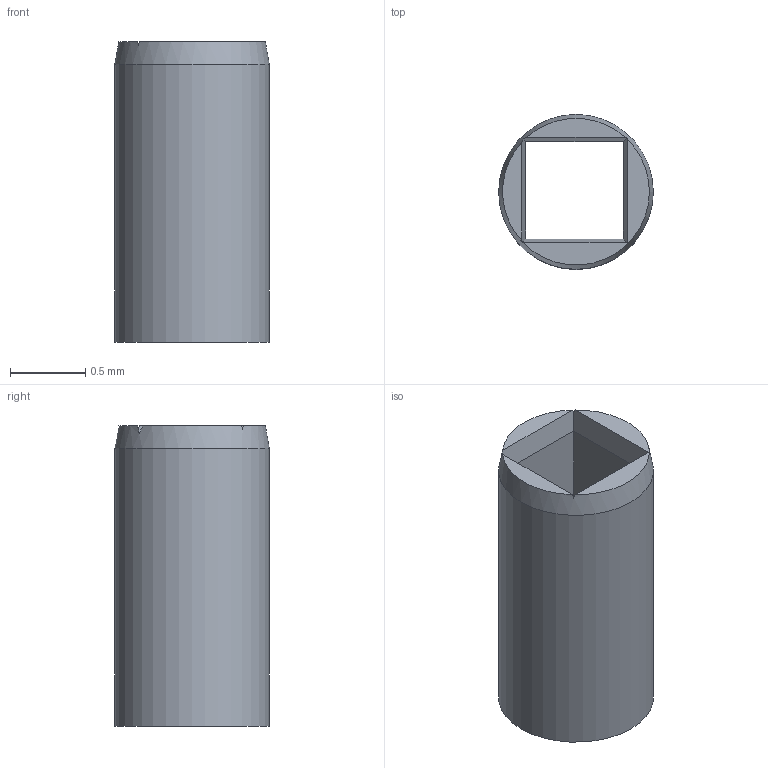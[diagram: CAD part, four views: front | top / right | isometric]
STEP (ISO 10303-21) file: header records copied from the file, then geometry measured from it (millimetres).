
FILE_DESCRIPTION(/* description */ ('STEP AP242','CAx-IF Rec.Pracs.---Representation and Presentation of Product Manufacturing Information (PMI)---4.0---2014-10-13','CAx-IF Rec.Pracs.---3D Tessellated Geometry---0.4---2014-09-14','2;1'),/* implementation_level */ '2;1');
FILE_NAME(/* name */ 'Assembly 3 - Soldering-Contacts (28)',/* time_stamp */ '2024-08-31T21:15:58Z',/* author */ (''),/* organization */ (''),/* preprocessor_version */ 'ST-DEVELOPER v20',/* originating_system */ ' ',/* authorisation */ ' ');
FILE_SCHEMA (('AP242_MANAGED_MODEL_BASED_3D_ENGINEERING_MIM_LF { 1 0 10303 442 1 1 4 }'));
Length unit declared in the file: millimetre
Products named in the file (1): Soldering-Contacts
Bounding box: 1.03 x 1.03 x 2 mm (x, y, z)
Volume: 0.8 mm3; surface area: 12.4 mm2
Topology: 1 solids, 1 shells, 14 faces, 34 edges, 21 vertices
Faces by surface type: plane 12, cone 1, cylinder 1
Full cylindrical faces by diameter (mm): 1.03 x1
Entity records: 416 total; most frequent: DIRECTION 72, CARTESIAN_POINT 66, ORIENTED_EDGE 62, EDGE_CURVE 31, AXIS2_PLACEMENT_3D 26, VERTEX_POINT 20, LINE 20, VECTOR 20
